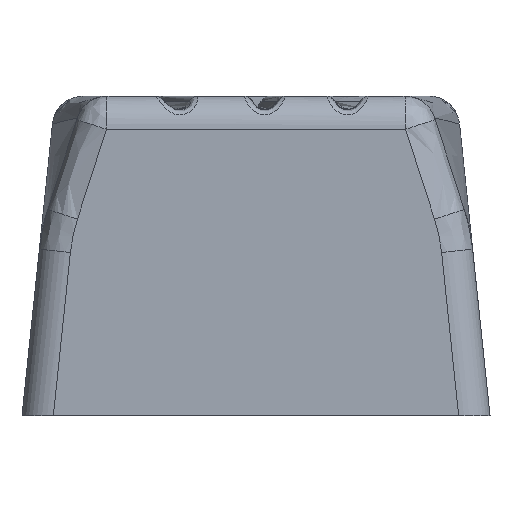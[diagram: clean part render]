
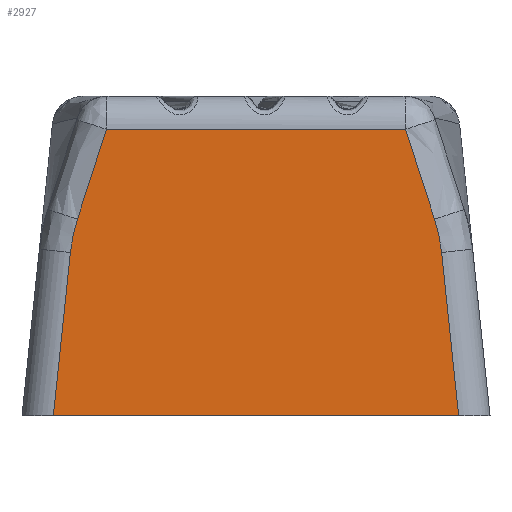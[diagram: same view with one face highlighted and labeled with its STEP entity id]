
A CAD part, left-side view. The second image highlights one B-rep face of the part: STEP entity #2927.
In plain terms, the highlighted planar face has unit normal (-1, 0, 0).
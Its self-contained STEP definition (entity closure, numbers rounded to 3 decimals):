
#314=FACE_OUTER_BOUND('',#478,.T.);
#478=EDGE_LOOP('',(#2660,#2661,#2662,#2663,#2664,#2665,#2666,#2667));
#681=LINE('',#6619,#890);
#683=LINE('',#6914,#892);
#691=LINE('',#7790,#900);
#693=LINE('',#8337,#902);
#890=VECTOR('',#3473,10.);
#892=VECTOR('',#3485,10.);
#900=VECTOR('',#3531,10.);
#902=VECTOR('',#3563,10.);
#1042=B_SPLINE_CURVE_WITH_KNOTS('',3,(#7399,#7400,#7401,#7402),
 .UNSPECIFIED.,.F.,.F.,(4,4),(-0.242,0.),.UNSPECIFIED.);
#1059=B_SPLINE_CURVE_WITH_KNOTS('',3,(#7785,#7786,#7787,#7788),
 .UNSPECIFIED.,.F.,.F.,(4,4),(0.,0.088),.UNSPECIFIED.);
#1077=B_SPLINE_CURVE_WITH_KNOTS('',3,(#8298,#8299,#8300,#8301),
 .UNSPECIFIED.,.F.,.F.,(4,4),(-0.242,0.),.UNSPECIFIED.);
#1080=B_SPLINE_CURVE_WITH_KNOTS('',3,(#8332,#8333,#8334,#8335),
 .UNSPECIFIED.,.F.,.F.,(4,4),(0.,0.088),.UNSPECIFIED.);
#1326=VERTEX_POINT('',#6616);
#1327=VERTEX_POINT('',#6618);
#1332=VERTEX_POINT('',#6906);
#1333=VERTEX_POINT('',#6913);
#1342=VERTEX_POINT('',#7398);
#1356=VERTEX_POINT('',#7779);
#1369=VERTEX_POINT('',#8296);
#1370=VERTEX_POINT('',#8330);
#1710=EDGE_CURVE('',#1326,#1327,#681,.T.);
#1722=EDGE_CURVE('',#1332,#1333,#683,.T.);
#1742=EDGE_CURVE('',#1333,#1342,#1042,.T.);
#1772=EDGE_CURVE('',#1342,#1356,#1059,.T.);
#1773=EDGE_CURVE('',#1356,#1326,#691,.T.);
#1802=EDGE_CURVE('',#1369,#1332,#1077,.T.);
#1806=EDGE_CURVE('',#1370,#1369,#1080,.T.);
#1807=EDGE_CURVE('',#1327,#1370,#693,.T.);
#2660=ORIENTED_EDGE('',*,*,#1742,.F.);
#2661=ORIENTED_EDGE('',*,*,#1722,.F.);
#2662=ORIENTED_EDGE('',*,*,#1802,.F.);
#2663=ORIENTED_EDGE('',*,*,#1806,.F.);
#2664=ORIENTED_EDGE('',*,*,#1807,.F.);
#2665=ORIENTED_EDGE('',*,*,#1710,.F.);
#2666=ORIENTED_EDGE('',*,*,#1773,.F.);
#2667=ORIENTED_EDGE('',*,*,#1772,.F.);
#2771=PLANE('',#3082);
#2927=ADVANCED_FACE('',(#314),#2771,.T.);
#3082=AXIS2_PLACEMENT_3D('',#8495,#3564,#3565);
#3473=DIRECTION('',(0.,1.,0.));
#3485=DIRECTION('',(0.,-1.,0.));
#3531=DIRECTION('',(0.,-0.104,-0.995));
#3563=DIRECTION('',(0.,-0.104,0.995));
#3564=DIRECTION('center_axis',(-1.,0.,0.));
#3565=DIRECTION('ref_axis',(0.,-1.,0.));
#6616=CARTESIAN_POINT('',(-89.8,0.804,0.));
#6618=CARTESIAN_POINT('',(-89.8,11.196,0.));
#6619=CARTESIAN_POINT('',(-89.8,0.,0.));
#6906=CARTESIAN_POINT('',(-89.8,9.835,7.35));
#6913=CARTESIAN_POINT('',(-89.8,2.165,7.35));
#6914=CARTESIAN_POINT('',(-89.8,9.,7.35));
#7398=CARTESIAN_POINT('',(-89.8,1.421,5.046));
#7399=CARTESIAN_POINT('Ctrl Pts',(-89.8,2.165,7.35));
#7400=CARTESIAN_POINT('Ctrl Pts',(-89.8,1.917,6.582));
#7401=CARTESIAN_POINT('Ctrl Pts',(-89.8,1.669,5.814));
#7402=CARTESIAN_POINT('Ctrl Pts',(-89.8,1.421,5.046));
#7779=CARTESIAN_POINT('',(-89.8,1.241,4.191));
#7785=CARTESIAN_POINT('Ctrl Pts',(-89.8,1.421,5.046));
#7786=CARTESIAN_POINT('Ctrl Pts',(-89.8,1.332,4.768));
#7787=CARTESIAN_POINT('Ctrl Pts',(-89.8,1.271,4.481));
#7788=CARTESIAN_POINT('Ctrl Pts',(-89.8,1.241,4.191));
#7790=CARTESIAN_POINT('',(-89.8,1.11,2.935));
#8296=CARTESIAN_POINT('',(-89.8,10.579,5.046));
#8298=CARTESIAN_POINT('Ctrl Pts',(-89.8,10.579,5.046));
#8299=CARTESIAN_POINT('Ctrl Pts',(-89.8,10.331,5.814));
#8300=CARTESIAN_POINT('Ctrl Pts',(-89.8,10.083,6.582));
#8301=CARTESIAN_POINT('Ctrl Pts',(-89.8,9.835,7.35));
#8330=CARTESIAN_POINT('',(-89.8,10.759,4.191));
#8332=CARTESIAN_POINT('Ctrl Pts',(-89.8,10.759,4.191));
#8333=CARTESIAN_POINT('Ctrl Pts',(-89.8,10.729,4.481));
#8334=CARTESIAN_POINT('Ctrl Pts',(-89.8,10.668,4.768));
#8335=CARTESIAN_POINT('Ctrl Pts',(-89.8,10.579,5.046));
#8337=CARTESIAN_POINT('',(-89.8,11.204,-0.083));
#8495=CARTESIAN_POINT('Origin',(-89.8,12.,0.));
